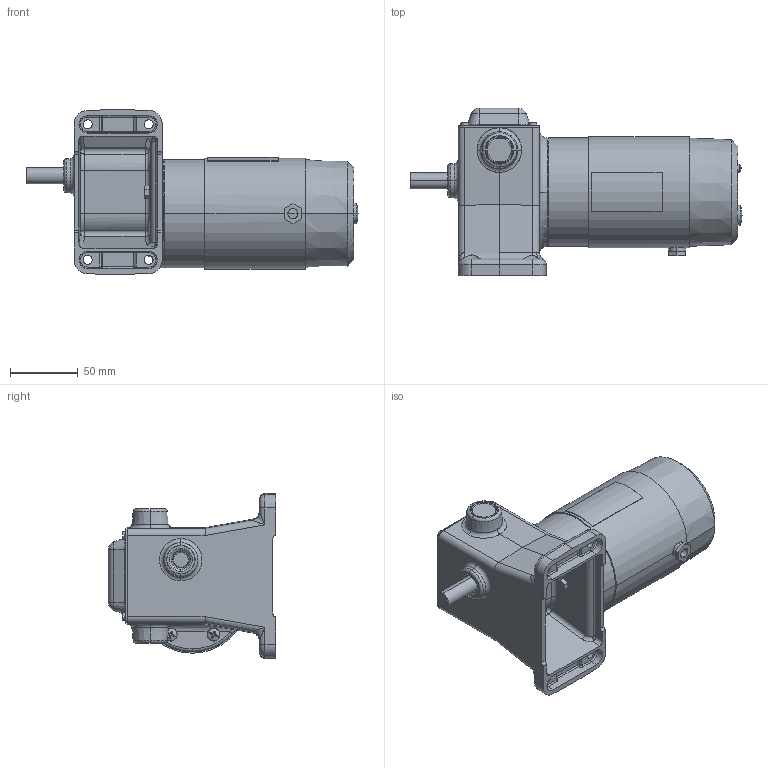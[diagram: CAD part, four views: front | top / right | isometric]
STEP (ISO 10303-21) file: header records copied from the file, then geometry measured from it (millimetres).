
FILE_DESCRIPTION(('STEP AP214'),'1');
FILE_NAME('tmp0.STP','2015-03-25T12:29:51',(' '),(' '),'Spatial InterOp 3D',' ',' ');
FILE_SCHEMA(('automotive_design'));
Length unit declared in the file: millimetre
Products named in the file (495): 1; NONE
Bounding box: 245 x 123.5 x 121.81 mm (x, y, z)
Volume: 719237.1 mm3; surface area: 132727 mm2
Topology: 1 solids, 495 shells, 626 faces, 2705 edges, 2557 vertices
Faces by surface type: cylinder 223, plane 179, cone 116, bspline 46, torus 42, sphere 20
Entity records: 49773 total; most frequent: CARTESIAN_POINT 11305, DIRECTION 5470, ORIENTED_EDGE 2939, EDGE_CURVE 2664, VERTEX_POINT 2557, AXIS2_PLACEMENT_3D 2148, LINE 1174, VECTOR 1174
